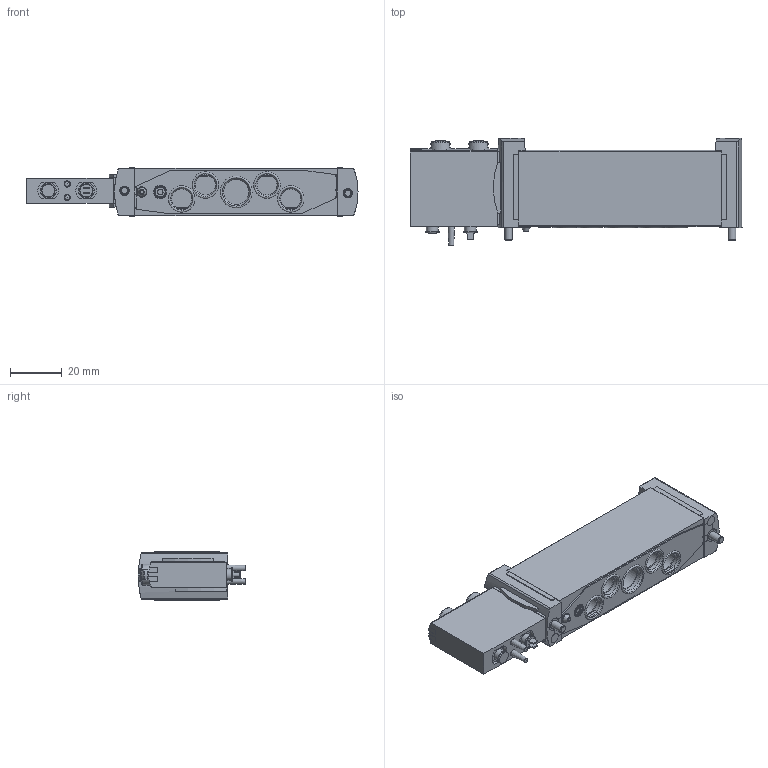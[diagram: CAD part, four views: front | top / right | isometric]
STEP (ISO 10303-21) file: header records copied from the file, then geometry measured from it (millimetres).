
FILE_DESCRIPTION(/* description */ ('STEP AP214'),/* implementation_level */ '2;1');
FILE_NAME(/* name */ '8004891_VUVG-B18-M52-RZT-F-1T1L',/* time_stamp */ '2024-09-17T13:28:03+02:00',/* author */ ('License CC BY-ND 4.0'),/* organization */ ('CADENAS'),/* preprocessor_version */ 'ST-DEVELOPER v19.3',/* originating_system */ 'PARTsolutions',/* authorisation */ ' ');
FILE_SCHEMA (('AUTOMOTIVE_DESIGN {1 0 10303 214 3 1 1}'));
Length unit declared in the file: millimetre
Products named in the file (4): 8004891 VUVG-B18-M52-RZT-F-1T1L; 575203 VUVG-B-18-M52-RZT-F--1T1--L-----(G); 2144164 F-M3X37-10.9; 574480 VABD-L1-18B-S-G14---(DR)
Assembly tree (4 placements, depth 2):
  8004891 VUVG-B18-M52-RZT-F-1T1L
    575203 VUVG-B-18-M52-RZT-F--1T1--L-----(G)
    2144164 F-M3X37-10.9  x2
    574480 VABD-L1-18B-S-G14---(DR)
Bounding box: 128.4 x 41.64 x 18.7 mm (x, y, z)
Volume: 59854.1 mm3; surface area: 19785.8 mm2
Topology: 4 solids, 4 shells, 570 faces, 1457 edges, 934 vertices
Faces by surface type: plane 329, cylinder 147, torus 44, cone 42, sphere 8
Full cylindrical faces by diameter (mm): 2.2 x1, 2.6 x2, 3 x2, 3.4 x2, 3.5 x2, 3.6 x4, 3.8 x2, 3.9 x2, 4.5 x2, 4.75 x2, 5.3 x2, 6.1 x2, 7.8 x4, 7.9 x4, 8.1 x2, 9.7 x1, 10 x1, 10.1 x4, 10.2 x4, 12.2 x1, 12.3 x1
Entity records: 16102 total; most frequent: CARTESIAN_POINT 3027, DIRECTION 2747, ORIENTED_EDGE 2534, EDGE_CURVE 1267, AXIS2_PLACEMENT_3D 1019, VERTEX_POINT 871, EDGE_LOOP 728, FACE_BOUND 728
